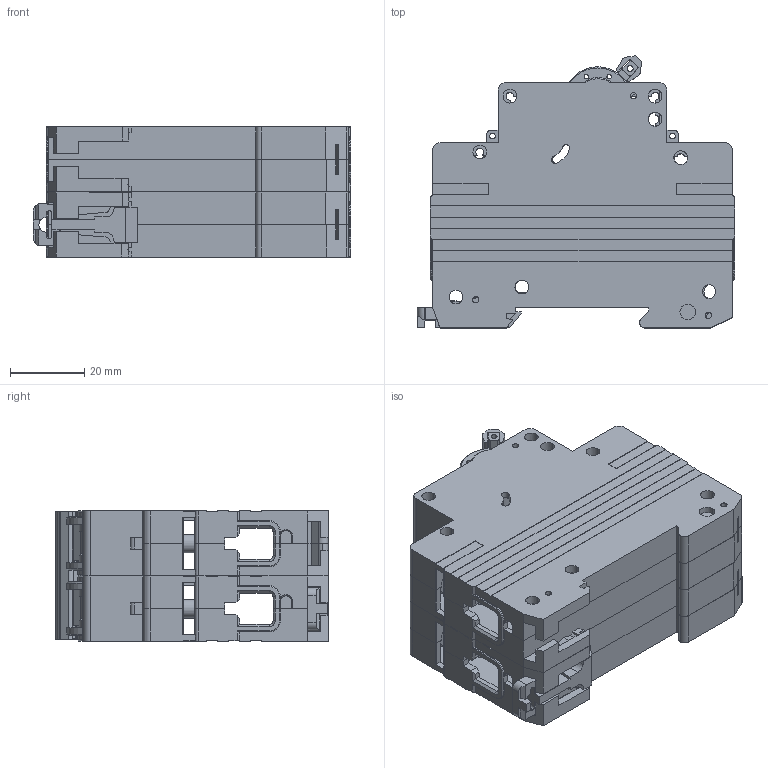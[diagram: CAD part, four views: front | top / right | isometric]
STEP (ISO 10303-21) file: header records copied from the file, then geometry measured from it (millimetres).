
FILE_DESCRIPTION (( 'STEP AP214' ), '1' );
FILE_NAME ('OptiDin BM63 2x.STEP', '2013-10-18T09:31:38', ( '1' ), ( 'keaz' ), 'SwSTEP 2.0', 'SolidWorks 2007', '' );
FILE_SCHEMA (( 'AUTOMOTIVE_DESIGN' ));
Length unit declared in the file: millimetre
Products named in the file (8): çàù¸ëêà_ñòàðàÿ_äëÿ ñáîðêè; èíäèêàòîð_êîíô_ÃÆÈÊ.753725.005_Ïî óìîë÷àíèþ; ðó÷êà_N_ÃÆÈÊ.753725.004_Ïî óìîë÷àíèþ; 妈眚_闷仁.758151.057; áîê ëåâàÿ; áîê ïðàâàÿ; OptiDin BM63 2x; Ñêîáà_2Ï_ÃÆÈÊ.746442.003_-02 (áåç ñëåäà)
Assembly tree (14 placements, depth 2):
  OptiDin BM63 2x
    áîê ëåâàÿ  x2
    èíäèêàòîð_êîíô_ÃÆÈÊ.753725.005_Ïî óìîë÷àíèþ  x2
    妈眚_闷仁.758151.057  x4
    Ñêîáà_2Ï_ÃÆÈÊ.746442.003_-02 (áåç ñëåäà)
    ðó÷êà_N_ÃÆÈÊ.753725.004_Ïî óìîë÷àíèþ  x2
    áîê ïðàâàÿ  x2
    çàù¸ëêà_ñòàðàÿ_äëÿ ñáîðêè
Bounding box: 85.3 x 73.17 x 35 mm (x, y, z)
Volume: 44991.8 mm3; surface area: 69786.7 mm2
Topology: 14 solids, 14 shells, 3112 faces, 8887 edges, 5839 vertices
Faces by surface type: plane 2087, cylinder 933, cone 72, torus 20
Entity records: 53031 total; most frequent: CARTESIAN_POINT 9155, ORIENTED_EDGE 8958, DIRECTION 8712, EDGE_CURVE 4479, VECTOR 3310, LINE 3310, VERTEX_POINT 2946, AXIS2_PLACEMENT_3D 2701
